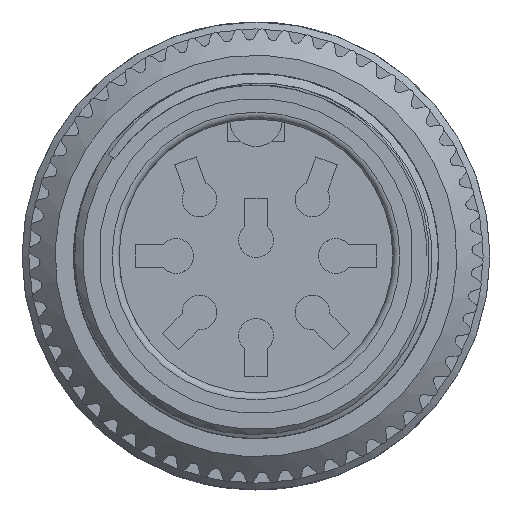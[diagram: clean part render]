
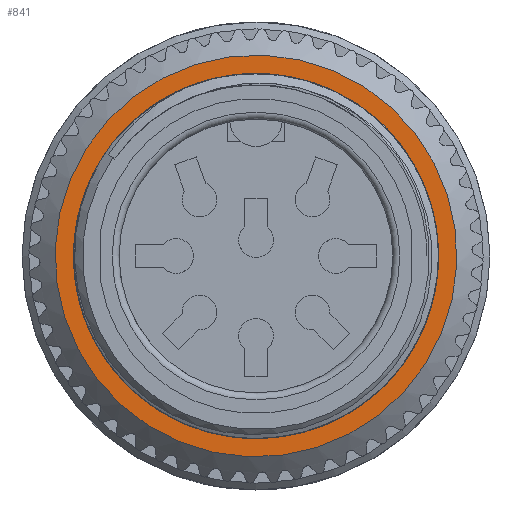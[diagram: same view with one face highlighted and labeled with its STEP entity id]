
A CAD part, left-side view. The second image highlights one B-rep face of the part: STEP entity #841.
In plain terms, the highlighted planar face has unit normal (-1, 0, 0).
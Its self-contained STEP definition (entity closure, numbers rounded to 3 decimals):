
#527=FACE_BOUND('',#2087,.T.);
#528=FACE_BOUND('',#2088,.T.);
#600=PLANE('',#9428);
#841=ADVANCED_FACE('',(#527,#528),#600,.T.);
#2087=EDGE_LOOP('',(#3847));
#2088=EDGE_LOOP('',(#3848));
#3384=CIRCLE('',#9425,7.5);
#3385=CIRCLE('',#9427,8.8);
#3847=ORIENTED_EDGE('',*,*,#7430,.T.);
#3848=ORIENTED_EDGE('',*,*,#7429,.T.);
#6444=VERTEX_POINT('',#14439);
#6445=VERTEX_POINT('',#14442);
#7429=EDGE_CURVE('',#6444,#6444,#3384,.T.);
#7430=EDGE_CURVE('',#6445,#6445,#3385,.T.);
#9425=AXIS2_PLACEMENT_3D('',#14438,#10298,#10299);
#9427=AXIS2_PLACEMENT_3D('',#14441,#10302,#10303);
#9428=AXIS2_PLACEMENT_3D('',#14443,#10304,#10305);
#10298=DIRECTION('',(1.,0.,0.));
#10299=DIRECTION('',(0.,-0.382,0.924));
#10302=DIRECTION('',(-1.,0.,0.));
#10303=DIRECTION('',(0.,-0.382,0.924));
#10304=DIRECTION('',(-1.,0.,0.));
#10305=DIRECTION('',(0.,0.382,-0.924));
#14438=CARTESIAN_POINT('',(8.,0.,0.));
#14439=CARTESIAN_POINT('',(8.,-2.864,6.932));
#14441=CARTESIAN_POINT('',(8.,0.,0.));
#14442=CARTESIAN_POINT('',(8.,-3.36,8.133));
#14443=CARTESIAN_POINT('',(8.,5.25,12.643));
